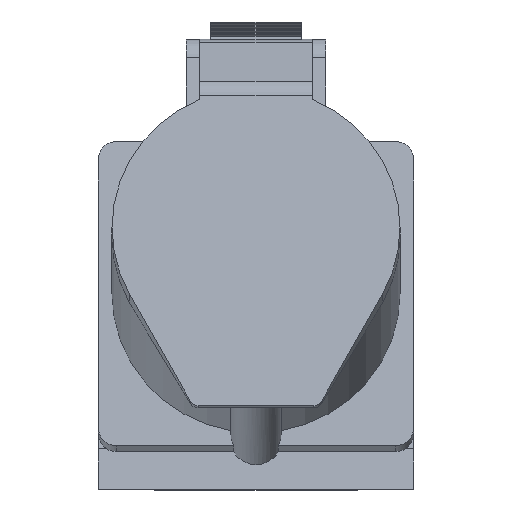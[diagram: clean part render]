
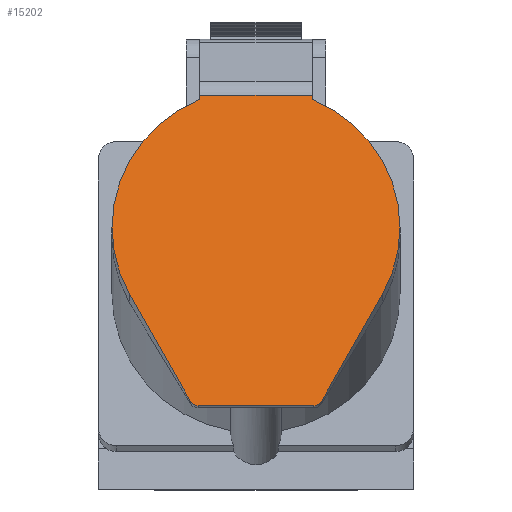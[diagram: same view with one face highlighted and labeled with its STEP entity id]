
A CAD part, top view. The second image highlights one B-rep face of the part: STEP entity #15202.
In plain terms, the highlighted planar face has unit normal (0, 0.259, 0.966).
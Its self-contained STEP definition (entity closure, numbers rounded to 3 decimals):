
#114 = VERTEX_POINT ( 'NONE', #2158 ) ;
#367 = AXIS2_PLACEMENT_3D ( 'NONE', #1083, #9917, #2326 ) ;
#473 = EDGE_CURVE ( 'NONE', #1569, #8445, #2969, .T. ) ;
#740 = AXIS2_PLACEMENT_3D ( 'NONE', #16246, #8581, #1004 ) ;
#865 = ORIENTED_EDGE ( 'NONE', *, *, #12625, .T. ) ;
#1004 = DIRECTION ( 'NONE',  ( 0., -0.966, 0.259 ) ) ;
#1083 = CARTESIAN_POINT ( 'NONE',  ( 0., 58.11, 133.599 ) ) ;
#1183 = CARTESIAN_POINT ( 'NONE',  ( -12.5, 87.538, 125.714 ) ) ;
#1569 = VERTEX_POINT ( 'NONE', #12898 ) ;
#1695 = ORIENTED_EDGE ( 'NONE', *, *, #4253, .T. ) ;
#1824 = ORIENTED_EDGE ( 'NONE', *, *, #473, .T. ) ;
#1843 = CARTESIAN_POINT ( 'NONE',  ( 12.816, 18.507, 144.211 ) ) ;
#1852 = CARTESIAN_POINT ( 'NONE',  ( 0., 58.11, 133.599 ) ) ;
#2158 = CARTESIAN_POINT ( 'NONE',  ( -14.57, 19.509, 143.942 ) ) ;
#2326 = DIRECTION ( 'NONE',  ( 0., -0.966, 0.259 ) ) ;
#2484 = DIRECTION ( 'NONE',  ( 0.481, 0.847, -0.227 ) ) ;
#2703 = VERTEX_POINT ( 'NONE', #15492 ) ;
#2955 = VECTOR ( 'NONE', #8145, 1000. ) ;
#2969 = LINE ( 'NONE', #10628, #2955 ) ;
#3014 = ORIENTED_EDGE ( 'NONE', *, *, #7543, .T. ) ;
#3105 = FACE_OUTER_BOUND ( 'NONE', #3287, .T. ) ;
#3135 = DIRECTION ( 'NONE',  ( 0., -0.966, 0.259 ) ) ;
#3287 = EDGE_LOOP ( 'NONE', ( #13786, #3014, #1695, #865, #11628, #9921, #4872, #15568, #1824, #9185 ) ) ;
#4253 = EDGE_CURVE ( 'NONE', #2703, #14546, #15487, .T. ) ;
#4435 = VERTEX_POINT ( 'NONE', #15505 ) ;
#4468 = VERTEX_POINT ( 'NONE', #9214 ) ;
#4475 = CARTESIAN_POINT ( 'NONE',  ( 12.5, 86.564, 125.975 ) ) ;
#4490 = CARTESIAN_POINT ( 'NONE',  ( 0., 37.292, 139.177 ) ) ;
#4872 = ORIENTED_EDGE ( 'NONE', *, *, #13481, .F. ) ;
#4960 = CARTESIAN_POINT ( 'NONE',  ( -12.816, 20.439, 143.693 ) ) ;
#5018 = VECTOR ( 'NONE', #7542, 1000. ) ;
#5037 = VECTOR ( 'NONE', #2484, 1000. ) ;
#5043 = LINE ( 'NONE', #1183, #5018 ) ;
#5120 = CIRCLE ( 'NONE', #6991, 2. ) ;
#5155 = LINE ( 'NONE', #12554, #5037 ) ;
#5210 = EDGE_CURVE ( 'NONE', #4468, #15512, #12096, .T. ) ;
#5775 = PLANE ( 'NONE',  #14044 ) ;
#6176 = DIRECTION ( 'NONE',  ( 1., 0., 0. ) ) ;
#6241 = DIRECTION ( 'NONE',  ( 0., -0.966, 0.259 ) ) ;
#6642 = CARTESIAN_POINT ( 'NONE',  ( 12.5, 87.538, 125.714 ) ) ;
#6883 = CARTESIAN_POINT ( 'NONE',  ( -28.052, 43.238, 137.584 ) ) ;
#6991 = AXIS2_PLACEMENT_3D ( 'NONE', #4960, #13869, #6241 ) ;
#7069 = DIRECTION ( 'NONE',  ( 0., -0.966, 0.259 ) ) ;
#7095 = VECTOR ( 'NONE', #16301, 1000. ) ;
#7112 = LINE ( 'NONE', #11115, #7095 ) ;
#7542 = DIRECTION ( 'NONE',  ( -1., 0., 0. ) ) ;
#7543 = EDGE_CURVE ( 'NONE', #114, #2703, #5120, .T. ) ;
#7565 = EDGE_CURVE ( 'NONE', #14642, #4468, #5155, .T. ) ;
#8145 = DIRECTION ( 'NONE',  ( 0., -0.966, 0.259 ) ) ;
#8445 = VERTEX_POINT ( 'NONE', #13928 ) ;
#8581 = DIRECTION ( 'NONE',  ( 0., 0.259, 0.966 ) ) ;
#8636 = CIRCLE ( 'NONE', #367, 32. ) ;
#9185 = ORIENTED_EDGE ( 'NONE', *, *, #12857, .T. ) ;
#9214 = CARTESIAN_POINT ( 'NONE',  ( 28.052, 43.238, 137.584 ) ) ;
#9263 = CIRCLE ( 'NONE', #740, 2. ) ;
#9549 = VECTOR ( 'NONE', #11975, 1000. ) ;
#9561 = LINE ( 'NONE', #6883, #9549 ) ;
#9584 = CARTESIAN_POINT ( 'NONE',  ( 14.57, 19.509, 143.942 ) ) ;
#9917 = DIRECTION ( 'NONE',  ( 0., 0.259, 0.966 ) ) ;
#9921 = ORIENTED_EDGE ( 'NONE', *, *, #5210, .T. ) ;
#9957 = CARTESIAN_POINT ( 'NONE',  ( -14., 18.507, 144.211 ) ) ;
#10065 = AXIS2_PLACEMENT_3D ( 'NONE', #1852, #10704, #3135 ) ;
#10173 = VERTEX_POINT ( 'NONE', #6642 ) ;
#10628 = CARTESIAN_POINT ( 'NONE',  ( -12.5, 89.02, 125.317 ) ) ;
#10704 = DIRECTION ( 'NONE',  ( 0., 0.259, 0.966 ) ) ;
#10825 = DIRECTION ( 'NONE',  ( 0., 0.259, 0.966 ) ) ;
#11115 = CARTESIAN_POINT ( 'NONE',  ( 12.5, 89.02, 125.317 ) ) ;
#11628 = ORIENTED_EDGE ( 'NONE', *, *, #7565, .T. ) ;
#11975 = DIRECTION ( 'NONE',  ( 0.481, -0.847, 0.227 ) ) ;
#12096 = CIRCLE ( 'NONE', #10065, 32. ) ;
#12435 = EDGE_CURVE ( 'NONE', #4435, #114, #9561, .T. ) ;
#12554 = CARTESIAN_POINT ( 'NONE',  ( 14., 18.507, 144.211 ) ) ;
#12625 = EDGE_CURVE ( 'NONE', #14546, #14642, #9263, .T. ) ;
#12857 = EDGE_CURVE ( 'NONE', #8445, #4435, #8636, .T. ) ;
#12898 = CARTESIAN_POINT ( 'NONE',  ( -12.5, 87.538, 125.714 ) ) ;
#13481 = EDGE_CURVE ( 'NONE', #10173, #15512, #7112, .T. ) ;
#13786 = ORIENTED_EDGE ( 'NONE', *, *, #12435, .T. ) ;
#13869 = DIRECTION ( 'NONE',  ( 0., 0.259, 0.966 ) ) ;
#13928 = CARTESIAN_POINT ( 'NONE',  ( -12.5, 86.564, 125.975 ) ) ;
#14044 = AXIS2_PLACEMENT_3D ( 'NONE', #4490, #10825, #7069 ) ;
#14367 = EDGE_CURVE ( 'NONE', #10173, #1569, #5043, .T. ) ;
#14546 = VERTEX_POINT ( 'NONE', #1843 ) ;
#14642 = VERTEX_POINT ( 'NONE', #9584 ) ;
#15202 = ADVANCED_FACE ( 'NONE', ( #3105 ), #5775, .T. ) ;
#15428 = VECTOR ( 'NONE', #6176, 1000. ) ;
#15487 = LINE ( 'NONE', #9957, #15428 ) ;
#15492 = CARTESIAN_POINT ( 'NONE',  ( -12.816, 18.507, 144.211 ) ) ;
#15505 = CARTESIAN_POINT ( 'NONE',  ( -28.052, 43.238, 137.584 ) ) ;
#15512 = VERTEX_POINT ( 'NONE', #4475 ) ;
#15568 = ORIENTED_EDGE ( 'NONE', *, *, #14367, .T. ) ;
#16246 = CARTESIAN_POINT ( 'NONE',  ( 12.816, 20.439, 143.693 ) ) ;
#16301 = DIRECTION ( 'NONE',  ( 0., -0.966, 0.259 ) ) ;
